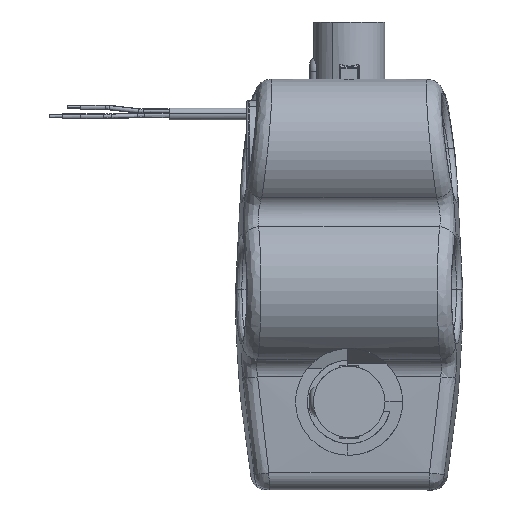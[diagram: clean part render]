
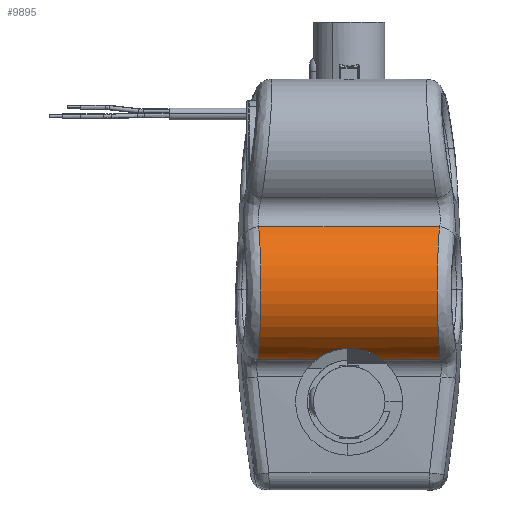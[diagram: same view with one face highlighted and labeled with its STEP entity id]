
A CAD part, front view. The second image highlights one B-rep face of the part: STEP entity #9895.
In plain terms, the highlighted cylindrical face has radius 40 mm (diameter 80 mm), a partial arc.
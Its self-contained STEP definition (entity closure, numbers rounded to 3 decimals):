
#7849=CARTESIAN_POINT('Vertex',(-48.243,-54.609,93.335)) ;
#7883=CARTESIAN_POINT('Line Origine',(-31.,-54.609,93.335)) ;
#7887=CARTESIAN_POINT('Vertex',(48.243,-54.609,93.335)) ;
#8277=CARTESIAN_POINT('Control Point',(0.,-57.153,28.5)) ;
#8278=CARTESIAN_POINT('Control Point',(-3.104,-57.153,28.5)) ;
#8279=CARTESIAN_POINT('Control Point',(-6.209,-56.613,28.079)) ;
#8280=CARTESIAN_POINT('Control Point',(-9.111,-55.532,27.225)) ;
#8281=CARTESIAN_POINT('Control Point',(-11.604,-53.916,26.137)) ;
#8282=CARTESIAN_POINT('Control Point',(-13.664,-51.885,25.011)) ;
#8283=CARTESIAN_POINT('Vertex',(0.,-57.153,28.5)) ;
#8285=CARTESIAN_POINT('Vertex',(-13.664,-51.885,25.011)) ;
#8289=CARTESIAN_POINT('Control Point',(-13.664,-51.885,25.011)) ;
#8290=CARTESIAN_POINT('Control Point',(-14.841,-50.724,24.368)) ;
#8291=CARTESIAN_POINT('Control Point',(-15.868,-49.416,23.71)) ;
#8292=CARTESIAN_POINT('Control Point',(-16.738,-47.99,23.085)) ;
#8293=CARTESIAN_POINT('Control Point',(-17.467,-46.474,22.52)) ;
#8294=CARTESIAN_POINT('Vertex',(-17.467,-46.474,22.52)) ;
#9796=CARTESIAN_POINT('Line Origine',(-31.,-46.474,22.52)) ;
#9800=CARTESIAN_POINT('Vertex',(-48.796,-46.474,22.52)) ;
#9819=CARTESIAN_POINT('Axis2P3D Location',(-31.,-32.5,60.)) ;
#9825=CARTESIAN_POINT('Control Point',(0.,-57.153,28.5)) ;
#9826=CARTESIAN_POINT('Control Point',(3.104,-57.153,28.5)) ;
#9827=CARTESIAN_POINT('Control Point',(6.209,-56.613,28.079)) ;
#9828=CARTESIAN_POINT('Control Point',(9.111,-55.532,27.225)) ;
#9829=CARTESIAN_POINT('Control Point',(11.604,-53.916,26.137)) ;
#9830=CARTESIAN_POINT('Control Point',(13.664,-51.885,25.011)) ;
#9831=CARTESIAN_POINT('Vertex',(13.664,-51.885,25.011)) ;
#9835=CARTESIAN_POINT('Control Point',(13.664,-51.885,25.011)) ;
#9836=CARTESIAN_POINT('Control Point',(14.841,-50.724,24.368)) ;
#9837=CARTESIAN_POINT('Control Point',(15.868,-49.416,23.71)) ;
#9838=CARTESIAN_POINT('Control Point',(16.738,-47.99,23.085)) ;
#9839=CARTESIAN_POINT('Control Point',(17.467,-46.474,22.52)) ;
#9840=CARTESIAN_POINT('Vertex',(17.467,-46.474,22.52)) ;
#9843=CARTESIAN_POINT('Line Origine',(-31.,-46.474,22.52)) ;
#9847=CARTESIAN_POINT('Vertex',(48.796,-46.474,22.52)) ;
#9851=CARTESIAN_POINT('Control Point',(48.243,-54.609,93.335)) ;
#9852=CARTESIAN_POINT('Control Point',(47.93,-59.214,90.28)) ;
#9853=CARTESIAN_POINT('Control Point',(47.652,-63.303,86.423)) ;
#9854=CARTESIAN_POINT('Control Point',(47.421,-66.689,81.876)) ;
#9855=CARTESIAN_POINT('Control Point',(47.119,-71.119,73.02)) ;
#9856=CARTESIAN_POINT('Control Point',(47.012,-72.699,63.279)) ;
#9857=CARTESIAN_POINT('Control Point',(47.003,-72.822,59.032)) ;
#9858=CARTESIAN_POINT('Control Point',(47.066,-71.909,50.239)) ;
#9859=CARTESIAN_POINT('Control Point',(47.286,-68.666,42.011)) ;
#9860=CARTESIAN_POINT('Control Point',(47.442,-66.376,38.004)) ;
#9861=CARTESIAN_POINT('Control Point',(47.774,-61.5,31.749)) ;
#9862=CARTESIAN_POINT('Control Point',(48.195,-55.314,26.895)) ;
#9863=CARTESIAN_POINT('Control Point',(48.386,-52.509,25.129)) ;
#9864=CARTESIAN_POINT('Control Point',(48.587,-49.548,23.666)) ;
#9865=CARTESIAN_POINT('Control Point',(48.796,-46.474,22.52)) ;
#9868=CARTESIAN_POINT('Control Point',(-48.243,-54.609,93.335)) ;
#9869=CARTESIAN_POINT('Control Point',(-47.93,-59.214,90.28)) ;
#9870=CARTESIAN_POINT('Control Point',(-47.652,-63.303,86.423)) ;
#9871=CARTESIAN_POINT('Control Point',(-47.421,-66.689,81.876)) ;
#9872=CARTESIAN_POINT('Control Point',(-47.119,-71.119,73.02)) ;
#9873=CARTESIAN_POINT('Control Point',(-47.012,-72.699,63.279)) ;
#9874=CARTESIAN_POINT('Control Point',(-47.003,-72.822,59.032)) ;
#9875=CARTESIAN_POINT('Control Point',(-47.066,-71.909,50.239)) ;
#9876=CARTESIAN_POINT('Control Point',(-47.286,-68.666,42.011)) ;
#9877=CARTESIAN_POINT('Control Point',(-47.442,-66.376,38.004)) ;
#9878=CARTESIAN_POINT('Control Point',(-47.774,-61.5,31.749)) ;
#9879=CARTESIAN_POINT('Control Point',(-48.195,-55.314,26.895)) ;
#9880=CARTESIAN_POINT('Control Point',(-48.386,-52.509,25.129)) ;
#9881=CARTESIAN_POINT('Control Point',(-48.587,-49.548,23.666)) ;
#9882=CARTESIAN_POINT('Control Point',(-48.796,-46.474,22.52)) ;
#7885=VECTOR('Line Direction',#7884,1.) ;
#9798=VECTOR('Line Direction',#9797,1.) ;
#9845=VECTOR('Line Direction',#9844,1.) ;
#7884=DIRECTION('Vector Direction',(1.,0.,0.)) ;
#9797=DIRECTION('Vector Direction',(1.,0.,0.)) ;
#9820=DIRECTION('Axis2P3D Direction',(-1.,0.,0.)) ;
#9821=DIRECTION('Axis2P3D XDirection',(0.,-0.187,-0.982)) ;
#9844=DIRECTION('Vector Direction',(-1.,0.,0.)) ;
#9822=AXIS2_PLACEMENT_3D('Cylinder Axis2P3D',#9819,#9820,#9821) ;
#7886=LINE('Line',#7883,#7885) ;
#9799=LINE('Line',#9796,#9798) ;
#9846=LINE('Line',#9843,#9845) ;
#9823=CYLINDRICAL_SURFACE('generated cylinder',#9822,40.) ;
#7889=EDGE_CURVE('',#7888,#7850,#7886,.F.) ;
#8287=EDGE_CURVE('',#8284,#8286,#8276,.T.) ;
#8296=EDGE_CURVE('',#8286,#8295,#8288,.T.) ;
#9802=EDGE_CURVE('',#9801,#8295,#9799,.T.) ;
#9833=EDGE_CURVE('',#8284,#9832,#9824,.T.) ;
#9842=EDGE_CURVE('',#9832,#9841,#9834,.T.) ;
#9849=EDGE_CURVE('',#9848,#9841,#9846,.T.) ;
#9866=EDGE_CURVE('',#9848,#7888,#9850,.F.) ;
#9883=EDGE_CURVE('',#9801,#7850,#9867,.F.) ;
#9885=ORIENTED_EDGE('',*,*,#8296,.F.) ;
#9886=ORIENTED_EDGE('',*,*,#8287,.F.) ;
#9887=ORIENTED_EDGE('',*,*,#9833,.T.) ;
#9888=ORIENTED_EDGE('',*,*,#9842,.T.) ;
#9889=ORIENTED_EDGE('',*,*,#9849,.F.) ;
#9890=ORIENTED_EDGE('',*,*,#9866,.T.) ;
#9891=ORIENTED_EDGE('',*,*,#7889,.T.) ;
#9892=ORIENTED_EDGE('',*,*,#9883,.F.) ;
#9893=ORIENTED_EDGE('',*,*,#9802,.T.) ;
#9884=EDGE_LOOP('',(#9885,#9886,#9887,#9888,#9889,#9890,#9891,#9892,#9893)) ;
#7850=VERTEX_POINT('',#7849) ;
#7888=VERTEX_POINT('',#7887) ;
#8284=VERTEX_POINT('',#8283) ;
#8286=VERTEX_POINT('',#8285) ;
#8295=VERTEX_POINT('',#8294) ;
#9801=VERTEX_POINT('',#9800) ;
#9832=VERTEX_POINT('',#9831) ;
#9841=VERTEX_POINT('',#9840) ;
#9848=VERTEX_POINT('',#9847) ;
#9895=ADVANCED_FACE('PartBody',(#9894),#9823,.T.) ;
#8276=B_SPLINE_CURVE_WITH_KNOTS('',5,(#8277,#8278,#8279,#8280,#8281,#8282),.UNSPECIFIED.,.F.,.U.,(6,6),(0.,21.951),.UNSPECIFIED.) ;
#8288=B_SPLINE_CURVE_WITH_KNOTS('',4,(#8289,#8290,#8291,#8292,#8293),.UNSPECIFIED.,.F.,.U.,(5,5),(0.,10.04),.UNSPECIFIED.) ;
#9824=B_SPLINE_CURVE_WITH_KNOTS('',5,(#9825,#9826,#9827,#9828,#9829,#9830),.UNSPECIFIED.,.F.,.U.,(6,6),(0.,21.951),.UNSPECIFIED.) ;
#9834=B_SPLINE_CURVE_WITH_KNOTS('',4,(#9835,#9836,#9837,#9838,#9839),.UNSPECIFIED.,.F.,.U.,(5,5),(0.,10.04),.UNSPECIFIED.) ;
#9850=B_SPLINE_CURVE_WITH_KNOTS('',5,(#9851,#9852,#9853,#9854,#9855,#9856,#9857,#9858,#9859,#9860,#9861,#9862,#9863,#9864,#9865),.UNSPECIFIED.,.F.,.U.,(6,3,3,3,6),(111.875,147.398,174.068,203.06,224.183),.UNSPECIFIED.) ;
#9867=B_SPLINE_CURVE_WITH_KNOTS('',5,(#9868,#9869,#9870,#9871,#9872,#9873,#9874,#9875,#9876,#9877,#9878,#9879,#9880,#9881,#9882),.UNSPECIFIED.,.F.,.U.,(6,3,3,3,6),(111.875,147.398,174.068,203.06,224.183),.UNSPECIFIED.) ;
#9894=FACE_OUTER_BOUND('',#9884,.T.) ;
